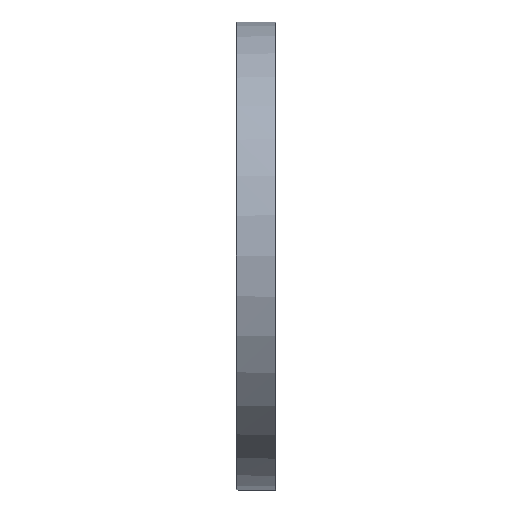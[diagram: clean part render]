
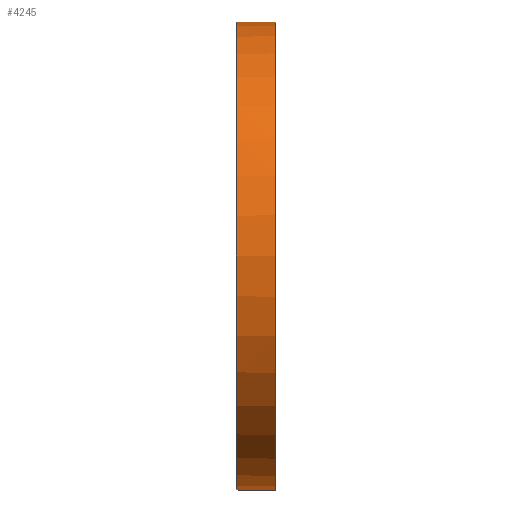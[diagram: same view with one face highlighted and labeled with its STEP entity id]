
A CAD part, left-side view. The second image highlights one B-rep face of the part: STEP entity #4245.
In plain terms, the highlighted cylindrical face has radius 153 mm (diameter 306 mm), a partial arc.
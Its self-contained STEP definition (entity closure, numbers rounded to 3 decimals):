
#164 = ORIENTED_EDGE ( 'NONE', *, *, #5479, .F. ) ;
#207 = EDGE_CURVE ( 'NONE', #10007, #7016, #4803, .T. ) ;
#363 = EDGE_LOOP ( 'NONE', ( #7728, #3811, #932, #6772, #4863, #164, #4153, #1100 ) ) ;
#755 = DIRECTION ( 'NONE',  ( 0., 0., 1. ) ) ;
#932 = ORIENTED_EDGE ( 'NONE', *, *, #4532, .T. ) ;
#1041 = DIRECTION ( 'NONE',  ( 0., 0., -1. ) ) ;
#1100 = ORIENTED_EDGE ( 'NONE', *, *, #4716, .T. ) ;
#1126 = CARTESIAN_POINT ( 'NONE',  ( -1.5, 24.7, -152.993 ) ) ;
#1129 = CARTESIAN_POINT ( 'NONE',  ( 0., 25.6, 0. ) ) ;
#1243 = CARTESIAN_POINT ( 'NONE',  ( 0., 24.7, 153. ) ) ;
#1294 = DIRECTION ( 'NONE',  ( 0., -1., 0. ) ) ;
#1464 = DIRECTION ( 'NONE',  ( 0., -1., 0. ) ) ;
#1658 = EDGE_CURVE ( 'NONE', #2891, #6405, #4132, .T. ) ;
#1809 = VECTOR ( 'NONE', #4078, 1000. ) ;
#1830 = CARTESIAN_POINT ( 'NONE',  ( 0., 0., -153. ) ) ;
#1932 = AXIS2_PLACEMENT_3D ( 'NONE', #6865, #2001, #7676 ) ;
#2001 = DIRECTION ( 'NONE',  ( 0., 1., 0. ) ) ;
#2183 = AXIS2_PLACEMENT_3D ( 'NONE', #10396, #5571, #755 ) ;
#2340 = AXIS2_PLACEMENT_3D ( 'NONE', #4867, #4210, #8937 ) ;
#2671 = CYLINDRICAL_SURFACE ( 'NONE', #5058, 153. ) ;
#2891 = VERTEX_POINT ( 'NONE', #2912 ) ;
#2912 = CARTESIAN_POINT ( 'NONE',  ( -1.5, 25.6, 152.993 ) ) ;
#3215 = CIRCLE ( 'NONE', #2183, 153. ) ;
#3402 = DIRECTION ( 'NONE',  ( 0., 1., 0. ) ) ;
#3649 = LINE ( 'NONE', #6946, #10220 ) ;
#3811 = ORIENTED_EDGE ( 'NONE', *, *, #207, .F. ) ;
#4044 = DIRECTION ( 'NONE',  ( 0., 0., -1. ) ) ;
#4078 = DIRECTION ( 'NONE',  ( 0., -1., 0. ) ) ;
#4132 = CIRCLE ( 'NONE', #9015, 153. ) ;
#4153 = ORIENTED_EDGE ( 'NONE', *, *, #4392, .T. ) ;
#4210 = DIRECTION ( 'NONE',  ( 0., 1., 0. ) ) ;
#4245 = ADVANCED_FACE ( 'NONE', ( #9005 ), #2671, .T. ) ;
#4392 = EDGE_CURVE ( 'NONE', #5273, #7142, #4902, .T. ) ;
#4532 = EDGE_CURVE ( 'NONE', #10007, #2891, #5720, .T. ) ;
#4716 = EDGE_CURVE ( 'NONE', #7142, #7474, #8488, .T. ) ;
#4803 = CIRCLE ( 'NONE', #2340, 153. ) ;
#4863 = ORIENTED_EDGE ( 'NONE', *, *, #7716, .T. ) ;
#4867 = CARTESIAN_POINT ( 'NONE',  ( 0., 24.7, 0. ) ) ;
#4902 = LINE ( 'NONE', #1830, #1809 ) ;
#5012 = CARTESIAN_POINT ( 'NONE',  ( 0., 0.4, 153. ) ) ;
#5034 = CARTESIAN_POINT ( 'NONE',  ( -1.5, 0., 152.993 ) ) ;
#5058 = AXIS2_PLACEMENT_3D ( 'NONE', #6483, #9622, #1041 ) ;
#5234 = CARTESIAN_POINT ( 'NONE',  ( 0., 0., 153. ) ) ;
#5273 = VERTEX_POINT ( 'NONE', #6073 ) ;
#5479 = EDGE_CURVE ( 'NONE', #5273, #5830, #3215, .T. ) ;
#5571 = DIRECTION ( 'NONE',  ( 0., 1., 0. ) ) ;
#5720 = LINE ( 'NONE', #5034, #8753 ) ;
#5830 = VERTEX_POINT ( 'NONE', #1126 ) ;
#6073 = CARTESIAN_POINT ( 'NONE',  ( 0., 24.7, -153. ) ) ;
#6179 = CARTESIAN_POINT ( 'NONE',  ( -1.5, 24.7, 152.993 ) ) ;
#6405 = VERTEX_POINT ( 'NONE', #10032 ) ;
#6415 = EDGE_CURVE ( 'NONE', #7016, #7474, #7804, .T. ) ;
#6483 = CARTESIAN_POINT ( 'NONE',  ( 0., 0., 0. ) ) ;
#6772 = ORIENTED_EDGE ( 'NONE', *, *, #1658, .T. ) ;
#6865 = CARTESIAN_POINT ( 'NONE',  ( 0., 0.4, 0. ) ) ;
#6946 = CARTESIAN_POINT ( 'NONE',  ( -1.5, 0., -152.993 ) ) ;
#7016 = VERTEX_POINT ( 'NONE', #1243 ) ;
#7142 = VERTEX_POINT ( 'NONE', #10233 ) ;
#7474 = VERTEX_POINT ( 'NONE', #5012 ) ;
#7544 = VECTOR ( 'NONE', #10073, 1000. ) ;
#7676 = DIRECTION ( 'NONE',  ( 0., 0., 1. ) ) ;
#7716 = EDGE_CURVE ( 'NONE', #6405, #5830, #3649, .T. ) ;
#7728 = ORIENTED_EDGE ( 'NONE', *, *, #6415, .F. ) ;
#7804 = LINE ( 'NONE', #5234, #7544 ) ;
#8488 = CIRCLE ( 'NONE', #1932, 153. ) ;
#8753 = VECTOR ( 'NONE', #3402, 1000. ) ;
#8937 = DIRECTION ( 'NONE',  ( 0., 0., 1. ) ) ;
#9005 = FACE_OUTER_BOUND ( 'NONE', #363, .T. ) ;
#9015 = AXIS2_PLACEMENT_3D ( 'NONE', #1129, #1464, #4044 ) ;
#9622 = DIRECTION ( 'NONE',  ( 0., -1., 0. ) ) ;
#10007 = VERTEX_POINT ( 'NONE', #6179 ) ;
#10032 = CARTESIAN_POINT ( 'NONE',  ( -1.5, 25.6, -152.993 ) ) ;
#10073 = DIRECTION ( 'NONE',  ( 0., -1., 0. ) ) ;
#10220 = VECTOR ( 'NONE', #1294, 1000. ) ;
#10233 = CARTESIAN_POINT ( 'NONE',  ( 0., 0.4, -153. ) ) ;
#10396 = CARTESIAN_POINT ( 'NONE',  ( 0., 24.7, 0. ) ) ;
